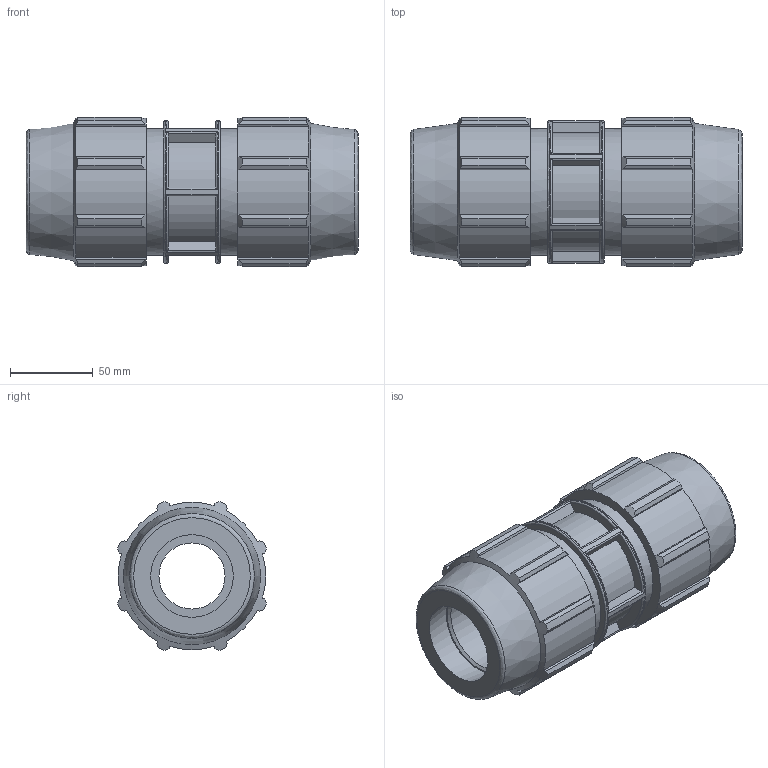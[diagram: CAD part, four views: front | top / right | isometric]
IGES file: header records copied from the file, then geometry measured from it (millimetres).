
Global section: file name: 070100050_180100050_0701060500A.ipt; native system: Autodesk Inventor 2015; preprocessor: unknown; author: KIM; date: 20170606.105921; units: millimetre
Bounding box: 201 x 90.33 x 90.33 mm (x, y, z)
Volume: 703767.6 mm3; surface area: 106097.2 mm2
Topology: 1 solids, 1 shells, 194 faces, 549 edges, 370 vertices
Faces by surface type: plane 98, cylinder 53, revolution 23, cone 20
Full cylindrical faces by diameter (mm): 76.8 x2, 86.4 x1
